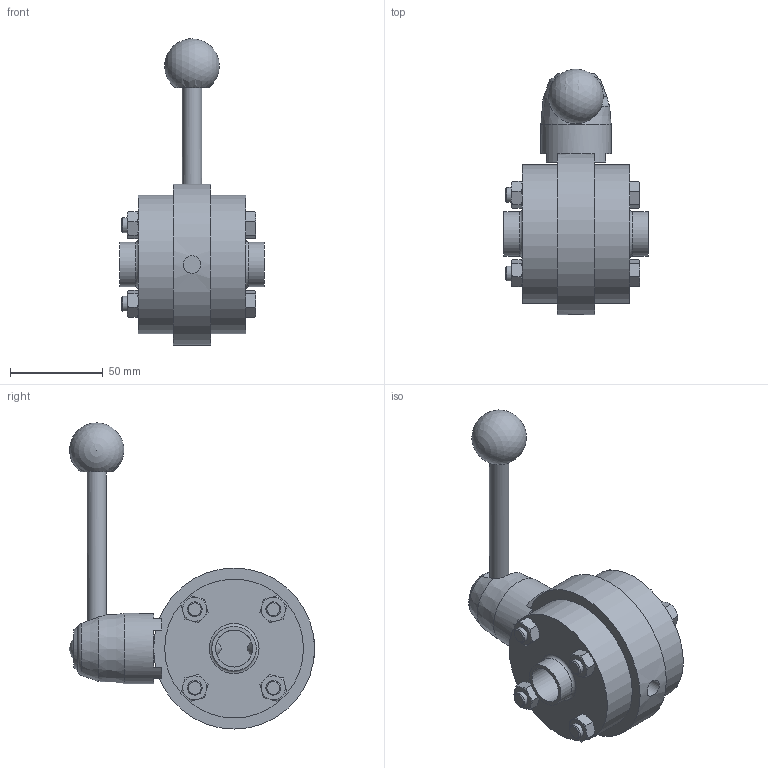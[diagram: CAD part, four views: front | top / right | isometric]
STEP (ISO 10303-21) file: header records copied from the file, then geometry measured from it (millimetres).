
FILE_DESCRIPTION((''),'2;1');
FILE_NAME('56040020XX00.stp','2011-09-08T07:36:08',('Thilbrands'),(''),'Autodesk Inventor 2011','Autodesk Inventor 2011','');
FILE_SCHEMA(('AUTOMOTIVE_DESIGN { 1 0 10303 214 1 1 1 1 }'));
Length unit declared in the file: millimetre
Products named in the file (4): 56040020XX00; 56040-0201100_01; 56040-0201100_02; 56040-0201100_03
Assembly tree (3 placements, depth 2):
  56040020XX00
    56040-0201100_01
    56040-0201100_02
    56040-0201100_03
Bounding box: 78 x 132.45 x 165.39 mm (x, y, z)
Volume: 337933.5 mm3; surface area: 68245.9 mm2
Topology: 3 solids, 7 shells, 226 faces, 508 edges, 317 vertices
Faces by surface type: plane 102, cone 85, cylinder 34, torus 3, sphere 2
Full cylindrical faces by diameter (mm): 8 x12, 8.5 x4, 9.5 x4, 10.465 x1, 20 x1, 23.75 x2, 24 x2, 38 x1, 75 x2, 87 x1
Entity records: 7869 total; most frequent: CARTESIAN_POINT 3311, ORIENTED_EDGE 894, DIRECTION 886, EDGE_CURVE 447, AXIS2_PLACEMENT_3D 390, EDGE_LOOP 311, VERTEX_POINT 304, FACE_OUTER_BOUND 226
